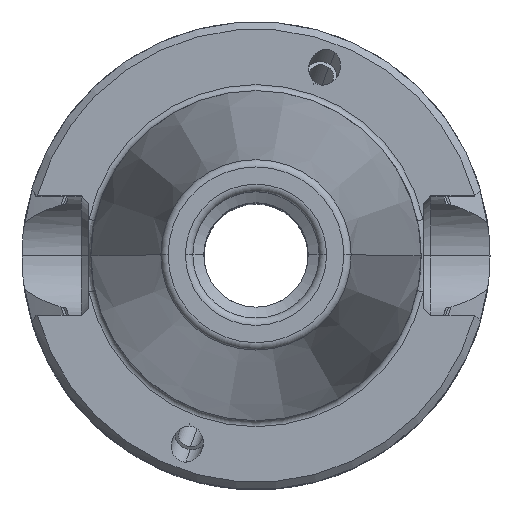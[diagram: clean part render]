
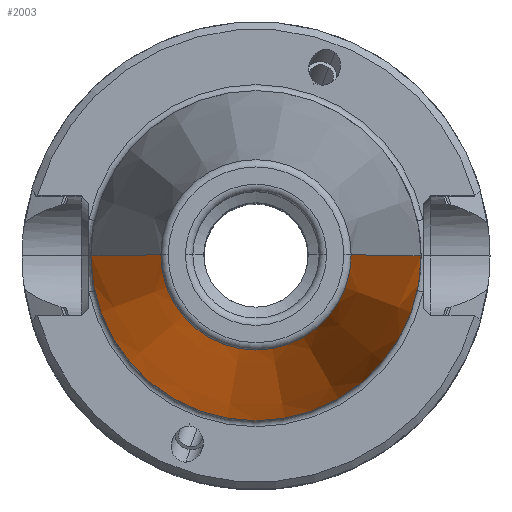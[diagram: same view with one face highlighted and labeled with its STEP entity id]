
A CAD part, top view. The second image highlights one B-rep face of the part: STEP entity #2003.
In plain terms, the highlighted conical face has half-angle 8.297 degrees and reference radius 22.225 mm.
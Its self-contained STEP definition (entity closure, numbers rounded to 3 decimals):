
#1227=VERTEX_POINT('NONE',#2999);
#1559=EDGE_CURVE('NONE',#1857,#1227,#3365,.F.);
#1599=VERTEX_POINT('NONE',#3412);
#1631=EDGE_CURVE('NONE',#2391,#1227,#3451,.T.);
#1701=EDGE_CURVE('NONE',#1599,#2391,#3526,.T.);
#1857=VERTEX_POINT('NONE',#3695);
#2003=ADVANCED_FACE('NONE',(#3860),#3861,.T.);
#2391=VERTEX_POINT('NONE',#4298);
#2471=EDGE_CURVE('NONE',#1599,#1857,#4389,.T.);
#2999=CARTESIAN_POINT('',(22.225,0.,0.0));
#3365=CIRCLE('',#6148,22.225);
#3412=CARTESIAN_POINT('',(-12.812,0.,64.544));
#3451=LINE('',#6294,#6295);
#3526=CIRCLE('',#6470,12.812);
#3695=CARTESIAN_POINT('',(-22.225,0.,0.0));
#3860=FACE_OUTER_BOUND('',#7358,.T.);
#3861=CONICAL_SURFACE('',#7359,22.225,0.145);
#4298=CARTESIAN_POINT('',(12.812,0.,64.544));
#4389=LINE('',#8286,#8287);
#6148=AXIS2_PLACEMENT_3D('',#9302,#9303,#9304);
#6294=CARTESIAN_POINT('',(22.225,0.,0.0));
#6295=VECTOR('',#9437,1000.0);
#6470=AXIS2_PLACEMENT_3D('',#9499,#9500,#9501);
#7358=EDGE_LOOP('',(#9904,#9905,#9906,#9907));
#7359=AXIS2_PLACEMENT_3D('',#9908,#9909,#9910);
#8286=CARTESIAN_POINT('',(-22.225,0.,0.0));
#8287=VECTOR('',#10564,1000.0);
#9302=CARTESIAN_POINT('',(0.0,0.0,0.0));
#9303=DIRECTION('',(0.0,0.0,-1.0));
#9304=DIRECTION('',(-1.0,0.,0.0));
#9437=DIRECTION('',(0.144,0.,-0.99));
#9499=CARTESIAN_POINT('',(0.0,0.0,64.544));
#9500=DIRECTION('',(-0.0,0.0,1.0));
#9501=DIRECTION('',(1.0,0.,0.0));
#9904=ORIENTED_EDGE('',*,*,#1701,.F.);
#9905=ORIENTED_EDGE('',*,*,#2471,.T.);
#9906=ORIENTED_EDGE('',*,*,#1559,.T.);
#9907=ORIENTED_EDGE('',*,*,#1631,.F.);
#9908=CARTESIAN_POINT('',(0.0,0.0,0.0));
#9909=DIRECTION('',(-0.0,0.0,-1.0));
#9910=DIRECTION('',(1.0,0.,-0.0));
#10564=DIRECTION('',(-0.144,0.,-0.99));
